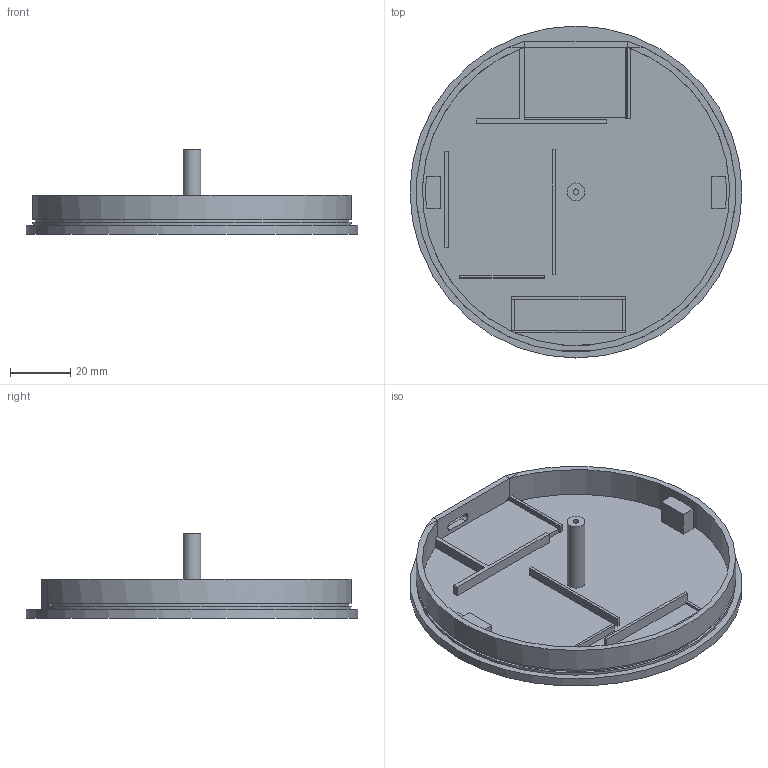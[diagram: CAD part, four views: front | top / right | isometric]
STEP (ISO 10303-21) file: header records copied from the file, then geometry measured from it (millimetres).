
FILE_DESCRIPTION(/* description */ (''),/* implementation_level */ '2;1');
FILE_NAME(/* name */ 'JB - Halo_base.step',/* time_stamp */ '2025-11-06T17:22:49-05:00',/* author */ (''),/* organization */ (''),/* preprocessor_version */ 'ST-DEVELOPER v20.1',/* originating_system */ 'Autodesk Translation Framework v14.17.0.0',/* authorisation */ '');
FILE_SCHEMA (('AUTOMOTIVE_DESIGN { 1 0 10303 214 3 1 1 }'));
Length unit declared in the file: millimetre
Products named in the file (1): 2025-10-01-00-15-45-869
Bounding box: 110 x 110 x 28 mm (x, y, z)
Volume: 39034.8 mm3; surface area: 31359.3 mm2
Topology: 11 solids, 11 shells, 129 faces, 310 edges, 206 vertices
Faces by surface type: plane 117, cylinder 12
Full cylindrical faces by diameter (mm): 1.9 x1, 5.9 x1, 110 x1
Entity records: 3752 total; most frequent: CARTESIAN_POINT 646, ORIENTED_EDGE 620, DIRECTION 602, EDGE_CURVE 310, LINE 278, VECTOR 278, VERTEX_POINT 206, AXIS2_PLACEMENT_3D 162
